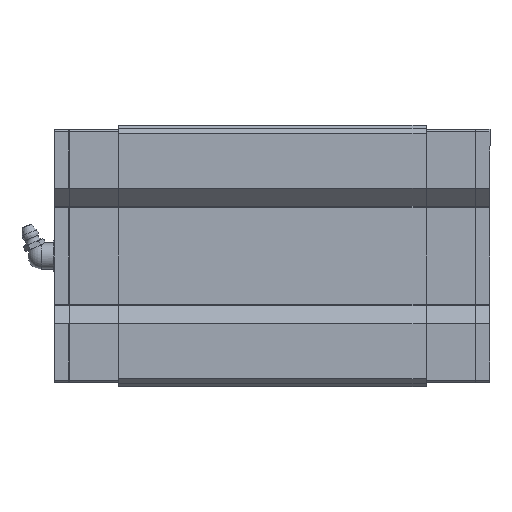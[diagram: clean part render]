
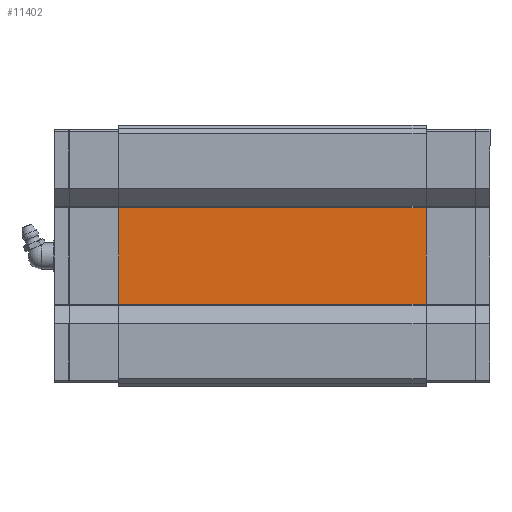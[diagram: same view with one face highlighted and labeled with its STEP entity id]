
A CAD part, front view. The second image highlights one B-rep face of the part: STEP entity #11402.
In plain terms, the highlighted planar face has unit normal (0, -1, 0).
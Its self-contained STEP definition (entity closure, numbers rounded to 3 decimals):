
#831=FACE_OUTER_BOUND('',#1460,.T.);
#1460=EDGE_LOOP('',(#8848,#8849,#8850,#8851));
#2426=LINE('',#17422,#3775);
#2483=LINE('',#17532,#3832);
#2497=LINE('',#17562,#3846);
#2498=LINE('',#17564,#3847);
#3775=VECTOR('',#14124,10.);
#3832=VECTOR('',#14185,10.);
#3846=VECTOR('',#14223,117.7);
#3847=VECTOR('',#14226,117.7);
#5005=VERTEX_POINT('',#17419);
#5006=VERTEX_POINT('',#17421);
#5056=VERTEX_POINT('',#17529);
#5057=VERTEX_POINT('',#17531);
#6354=EDGE_CURVE('',#5005,#5006,#2426,.T.);
#6412=EDGE_CURVE('',#5056,#5057,#2483,.T.);
#6427=EDGE_CURVE('',#5056,#5006,#2497,.T.);
#6428=EDGE_CURVE('',#5057,#5005,#2498,.T.);
#8848=ORIENTED_EDGE('',*,*,#6412,.F.);
#8849=ORIENTED_EDGE('',*,*,#6427,.T.);
#8850=ORIENTED_EDGE('',*,*,#6354,.F.);
#8851=ORIENTED_EDGE('',*,*,#6428,.F.);
#10876=PLANE('',#12233);
#11402=ADVANCED_FACE('',(#831),#10876,.F.);
#12233=AXIS2_PLACEMENT_3D('',#17563,#14224,#14225);
#14124=DIRECTION('',(1.,0.,0.));
#14185=DIRECTION('',(-1.,0.,0.));
#14223=DIRECTION('',(0.,0.,1.));
#14224=DIRECTION('center_axis',(0.,1.,0.));
#14225=DIRECTION('ref_axis',(-1.,0.,0.));
#14226=DIRECTION('',(0.,0.,1.));
#17419=CARTESIAN_POINT('',(-18.607,-52.984,160.296));
#17421=CARTESIAN_POINT('',(18.492,-52.984,160.296));
#17422=CARTESIAN_POINT('',(9.721,-52.984,160.296));
#17529=CARTESIAN_POINT('',(18.492,-52.984,42.596));
#17531=CARTESIAN_POINT('',(-18.607,-52.984,42.596));
#17532=CARTESIAN_POINT('',(9.721,-52.984,42.596));
#17562=CARTESIAN_POINT('',(18.492,-52.984,1.446));
#17563=CARTESIAN_POINT('Origin',(19.443,-52.984,-39.704));
#17564=CARTESIAN_POINT('',(-18.607,-52.984,1.446));
